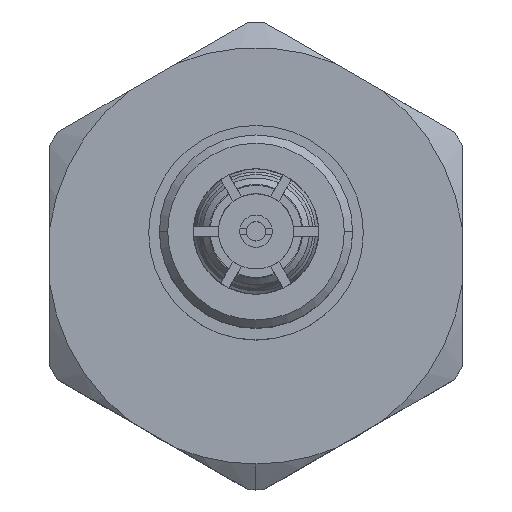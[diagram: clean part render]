
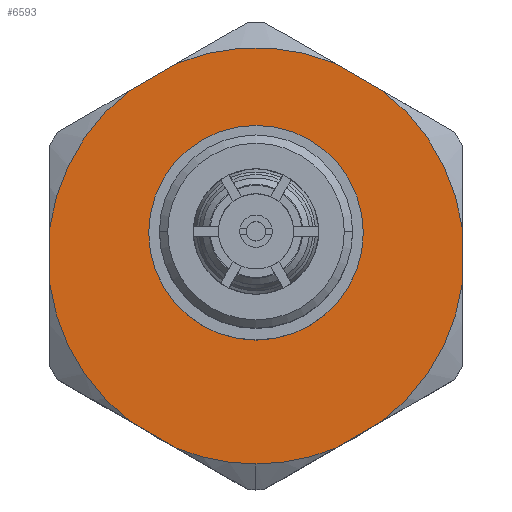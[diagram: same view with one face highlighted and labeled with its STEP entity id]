
A CAD part, top view. The second image highlights one B-rep face of the part: STEP entity #6593.
In plain terms, the highlighted face is planar.
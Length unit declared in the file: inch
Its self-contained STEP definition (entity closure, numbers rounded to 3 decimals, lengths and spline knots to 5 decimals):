
#14 = VERTEX_POINT ( 'NONE', #8041 ) ;
#165 = EDGE_CURVE ( 'NONE', #11470, #10876, #4099, .T. ) ;
#480 = VECTOR ( 'NONE', #10451, 39.37008 ) ;
#814 = DIRECTION ( 'NONE',  ( 1., 0., 0. ) ) ;
#838 = DIRECTION ( 'NONE',  ( 0., 1., 0. ) ) ;
#922 = AXIS2_PLACEMENT_3D ( 'NONE', #1772, #12594, #3903 ) ;
#1377 = VERTEX_POINT ( 'NONE', #6306 ) ;
#1381 = CARTESIAN_POINT ( 'NONE',  ( 0.366, 0.1261, -0.125 ) ) ;
#1442 = VECTOR ( 'NONE', #2363, 39.37008 ) ;
#1514 = CARTESIAN_POINT ( 'NONE',  ( 0.366, -0.11655, 0.04814 ) ) ;
#1630 = CARTESIAN_POINT ( 'NONE',  ( 0.366, 0., 0. ) ) ;
#1685 = ORIENTED_EDGE ( 'NONE', *, *, #12589, .T. ) ;
#1772 = CARTESIAN_POINT ( 'NONE',  ( 0.366, 0., 0. ) ) ;
#1928 = ORIENTED_EDGE ( 'NONE', *, *, #10935, .F. ) ;
#2144 = VERTEX_POINT ( 'NONE', #4741 ) ;
#2363 = DIRECTION ( 'NONE',  ( 0., -1., 0. ) ) ;
#2366 = DIRECTION ( 'NONE',  ( 0., 1., 0. ) ) ;
#2607 = CARTESIAN_POINT ( 'NONE',  ( 0.366, -0.07673, -0.1171 ) ) ;
#2866 = CARTESIAN_POINT ( 'NONE',  ( 0.366, 0.13978, 0.0079 ) ) ;
#2911 = CARTESIAN_POINT ( 'NONE',  ( 0.366, 0.13978, -0.0079 ) ) ;
#3136 = CIRCLE ( 'NONE', #6971, 0.1261 ) ;
#3174 = AXIS2_PLACEMENT_3D ( 'NONE', #12739, #11833, #5291 ) ;
#3327 = VERTEX_POINT ( 'NONE', #1514 ) ;
#3406 = CARTESIAN_POINT ( 'NONE',  ( 0.366, 0.041, 0. ) ) ;
#3449 = EDGE_CURVE ( 'NONE', #3612, #8941, #7554, .T. ) ;
#3554 = CARTESIAN_POINT ( 'NONE',  ( 0.366, -0.1261, 0. ) ) ;
#3612 = VERTEX_POINT ( 'NONE', #6551 ) ;
#3632 = DIRECTION ( 'NONE',  ( 0., 1., 0. ) ) ;
#3648 = AXIS2_PLACEMENT_3D ( 'NONE', #5904, #6695, #9168 ) ;
#3903 = DIRECTION ( 'NONE',  ( 0., 1., 0. ) ) ;
#4099 = CIRCLE ( 'NONE', #3648, 0.1261 ) ;
#4246 = ORIENTED_EDGE ( 'NONE', *, *, #11715, .T. ) ;
#4367 = AXIS2_PLACEMENT_3D ( 'NONE', #12716, #6394, #9588 ) ;
#4464 = CARTESIAN_POINT ( 'NONE',  ( 0.366, 0., 0. ) ) ;
#4493 = LINE ( 'NONE', #7690, #8857 ) ;
#4536 = DIRECTION ( 'NONE',  ( 1., 0., 0. ) ) ;
#4722 = CIRCLE ( 'NONE', #9462, 0.1261 ) ;
#4741 = CARTESIAN_POINT ( 'NONE',  ( 0.366, -0.01658, -0.125 ) ) ;
#4783 = DIRECTION ( 'NONE',  ( 0., 1., 0. ) ) ;
#4853 = CARTESIAN_POINT ( 'NONE',  ( 0.366, 0.01658, 0.125 ) ) ;
#4869 = DIRECTION ( 'NONE',  ( 1., 0., 0. ) ) ;
#4890 = DIRECTION ( 'NONE',  ( 0., -0.5, 0.866 ) ) ;
#4913 = DIRECTION ( 'NONE',  ( 1., 0., 0. ) ) ;
#4924 = VERTEX_POINT ( 'NONE', #11806 ) ;
#4940 = AXIS2_PLACEMENT_3D ( 'NONE', #4464, #4536, #2366 ) ;
#4948 = CARTESIAN_POINT ( 'NONE',  ( 0.366, 0.09996, -0.07686 ) ) ;
#5050 = CARTESIAN_POINT ( 'NONE',  ( 0.366, -0.01658, 0.125 ) ) ;
#5235 = EDGE_CURVE ( 'NONE', #10876, #3612, #10323, .T. ) ;
#5243 = DIRECTION ( 'NONE',  ( 0., 1., 0. ) ) ;
#5291 = DIRECTION ( 'NONE',  ( 0., 1., 0. ) ) ;
#5471 = CIRCLE ( 'NONE', #10428, 0.041 ) ;
#5523 = CARTESIAN_POINT ( 'NONE',  ( 0.366, 0.11655, 0.04814 ) ) ;
#5904 = CARTESIAN_POINT ( 'NONE',  ( 0.366, 0., 0. ) ) ;
#6024 = EDGE_CURVE ( 'NONE', #9431, #11470, #12533, .T. ) ;
#6077 = ORIENTED_EDGE ( 'NONE', *, *, #8733, .T. ) ;
#6166 = AXIS2_PLACEMENT_3D ( 'NONE', #1630, #4869, #9184 ) ;
#6306 = CARTESIAN_POINT ( 'NONE',  ( 0.366, -0.11655, -0.04814 ) ) ;
#6334 = VECTOR ( 'NONE', #4890, 39.37008 ) ;
#6394 = DIRECTION ( 'NONE',  ( 1., 0., 0. ) ) ;
#6535 = DIRECTION ( 'NONE',  ( 0., -0.5, -0.866 ) ) ;
#6551 = CARTESIAN_POINT ( 'NONE',  ( 0.366, 0.09996, 0.07686 ) ) ;
#6584 = LINE ( 'NONE', #9840, #1442 ) ;
#6593 = ADVANCED_FACE ( 'NONE', ( #8488, #7564 ), #7424, .T. ) ;
#6695 = DIRECTION ( 'NONE',  ( 1., 0., 0. ) ) ;
#6809 = CARTESIAN_POINT ( 'NONE',  ( 0.366, 0., 0. ) ) ;
#6847 = DIRECTION ( 'NONE',  ( 0., 0.5, -0.866 ) ) ;
#6971 = AXIS2_PLACEMENT_3D ( 'NONE', #10702, #8317, #838 ) ;
#7073 = EDGE_CURVE ( 'NONE', #14, #3327, #4493, .T. ) ;
#7424 = PLANE ( 'NONE',  #3174 ) ;
#7554 = CIRCLE ( 'NONE', #9579, 0.1261 ) ;
#7564 = FACE_OUTER_BOUND ( 'NONE', #13219, .T. ) ;
#7620 = ORIENTED_EDGE ( 'NONE', *, *, #7858, .F. ) ;
#7682 = EDGE_CURVE ( 'NONE', #1377, #10281, #11839, .T. ) ;
#7690 = CARTESIAN_POINT ( 'NONE',  ( 0.366, -0.07673, 0.1171 ) ) ;
#7858 = EDGE_CURVE ( 'NONE', #12045, #8014, #5471, .T. ) ;
#7947 = ORIENTED_EDGE ( 'NONE', *, *, #7682, .T. ) ;
#8014 = VERTEX_POINT ( 'NONE', #13742 ) ;
#8041 = CARTESIAN_POINT ( 'NONE',  ( 0.366, -0.09996, 0.07686 ) ) ;
#8059 = VERTEX_POINT ( 'NONE', #3554 ) ;
#8127 = VECTOR ( 'NONE', #3632, 39.37008 ) ;
#8146 = DIRECTION ( 'NONE',  ( 1., 0., 0. ) ) ;
#8152 = EDGE_CURVE ( 'NONE', #8941, #9127, #6584, .T. ) ;
#8285 = CARTESIAN_POINT ( 'NONE',  ( 0.366, 0.11655, -0.04814 ) ) ;
#8317 = DIRECTION ( 'NONE',  ( 1., 0., 0. ) ) ;
#8488 = FACE_BOUND ( 'NONE', #12534, .T. ) ;
#8667 = CIRCLE ( 'NONE', #4367, 0.1261 ) ;
#8733 = EDGE_CURVE ( 'NONE', #3327, #8059, #12898, .T. ) ;
#8857 = VECTOR ( 'NONE', #6535, 39.37008 ) ;
#8941 = VERTEX_POINT ( 'NONE', #4853 ) ;
#9072 = LINE ( 'NONE', #1381, #8127 ) ;
#9073 = EDGE_CURVE ( 'NONE', #8059, #1377, #8667, .T. ) ;
#9127 = VERTEX_POINT ( 'NONE', #5050 ) ;
#9168 = DIRECTION ( 'NONE',  ( 0., 1., 0. ) ) ;
#9184 = DIRECTION ( 'NONE',  ( 0., 1., 0. ) ) ;
#9431 = VERTEX_POINT ( 'NONE', #4948 ) ;
#9462 = AXIS2_PLACEMENT_3D ( 'NONE', #6809, #8146, #11363 ) ;
#9548 = VECTOR ( 'NONE', #6847, 39.37008 ) ;
#9579 = AXIS2_PLACEMENT_3D ( 'NONE', #10465, #814, #5243 ) ;
#9588 = DIRECTION ( 'NONE',  ( 0., 1., 0. ) ) ;
#9811 = ORIENTED_EDGE ( 'NONE', *, *, #9073, .T. ) ;
#9840 = CARTESIAN_POINT ( 'NONE',  ( 0.366, 0.1261, 0.125 ) ) ;
#10145 = CIRCLE ( 'NONE', #922, 0.1261 ) ;
#10281 = VERTEX_POINT ( 'NONE', #12449 ) ;
#10323 = LINE ( 'NONE', #2866, #6334 ) ;
#10348 = CARTESIAN_POINT ( 'NONE',  ( 0.366, 0., 0. ) ) ;
#10387 = ORIENTED_EDGE ( 'NONE', *, *, #6024, .T. ) ;
#10428 = AXIS2_PLACEMENT_3D ( 'NONE', #10348, #4913, #4783 ) ;
#10451 = DIRECTION ( 'NONE',  ( 0., 0.5, 0.866 ) ) ;
#10465 = CARTESIAN_POINT ( 'NONE',  ( 0.366, 0., 0. ) ) ;
#10515 = EDGE_CURVE ( 'NONE', #4924, #9431, #3136, .T. ) ;
#10702 = CARTESIAN_POINT ( 'NONE',  ( 0.366, 0., 0. ) ) ;
#10876 = VERTEX_POINT ( 'NONE', #5523 ) ;
#10935 = EDGE_CURVE ( 'NONE', #8014, #12045, #11682, .T. ) ;
#11061 = ORIENTED_EDGE ( 'NONE', *, *, #7073, .T. ) ;
#11363 = DIRECTION ( 'NONE',  ( 0., 1., 0. ) ) ;
#11470 = VERTEX_POINT ( 'NONE', #8285 ) ;
#11682 = CIRCLE ( 'NONE', #4940, 0.041 ) ;
#11715 = EDGE_CURVE ( 'NONE', #10281, #2144, #4722, .T. ) ;
#11806 = CARTESIAN_POINT ( 'NONE',  ( 0.366, 0.01658, -0.125 ) ) ;
#11828 = ORIENTED_EDGE ( 'NONE', *, *, #8152, .T. ) ;
#11833 = DIRECTION ( 'NONE',  ( 1., 0., 0. ) ) ;
#11839 = LINE ( 'NONE', #2607, #9548 ) ;
#11859 = ORIENTED_EDGE ( 'NONE', *, *, #10515, .T. ) ;
#12045 = VERTEX_POINT ( 'NONE', #3406 ) ;
#12123 = ORIENTED_EDGE ( 'NONE', *, *, #165, .T. ) ;
#12449 = CARTESIAN_POINT ( 'NONE',  ( 0.366, -0.09996, -0.07686 ) ) ;
#12533 = LINE ( 'NONE', #2911, #480 ) ;
#12534 = EDGE_LOOP ( 'NONE', ( #7620, #1928 ) ) ;
#12589 = EDGE_CURVE ( 'NONE', #2144, #4924, #9072, .T. ) ;
#12594 = DIRECTION ( 'NONE',  ( 1., 0., 0. ) ) ;
#12665 = ORIENTED_EDGE ( 'NONE', *, *, #5235, .T. ) ;
#12716 = CARTESIAN_POINT ( 'NONE',  ( 0.366, 0., 0. ) ) ;
#12739 = CARTESIAN_POINT ( 'NONE',  ( 0.366, 0.1261, 0. ) ) ;
#12898 = CIRCLE ( 'NONE', #6166, 0.1261 ) ;
#13219 = EDGE_LOOP ( 'NONE', ( #12123, #12665, #13430, #11828, #13229, #11061, #6077, #9811, #7947, #4246, #1685, #11859, #10387 ) ) ;
#13229 = ORIENTED_EDGE ( 'NONE', *, *, #13242, .T. ) ;
#13242 = EDGE_CURVE ( 'NONE', #9127, #14, #10145, .T. ) ;
#13430 = ORIENTED_EDGE ( 'NONE', *, *, #3449, .T. ) ;
#13742 = CARTESIAN_POINT ( 'NONE',  ( 0.366, -0.041, 0. ) ) ;
